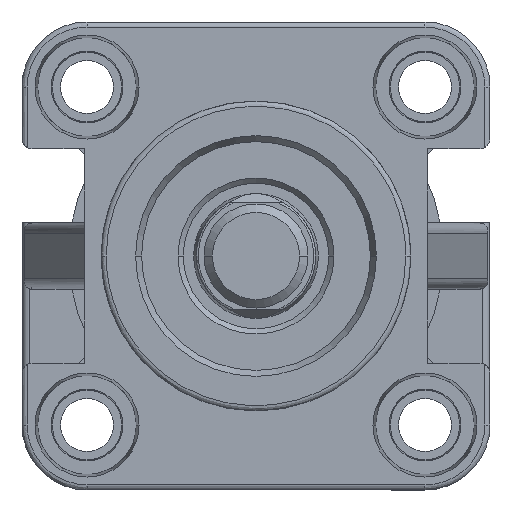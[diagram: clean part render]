
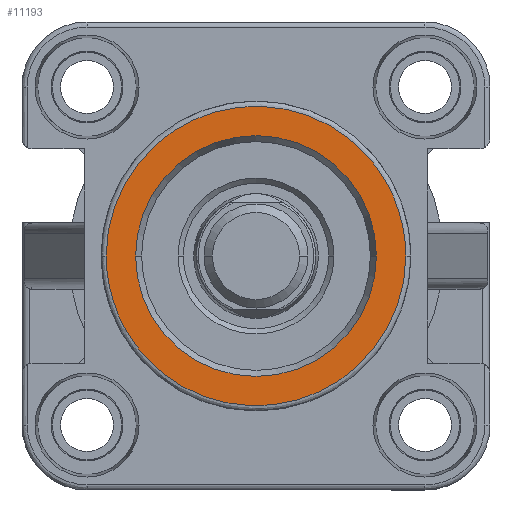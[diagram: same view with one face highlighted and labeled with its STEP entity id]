
A CAD part, left-side view. The second image highlights one B-rep face of the part: STEP entity #11193.
In plain terms, the highlighted planar face has unit normal (-1, 0, 0).
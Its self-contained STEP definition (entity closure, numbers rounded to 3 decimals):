
#244 = CARTESIAN_POINT ( 'NONE',  ( 0., 11., 0. ) ) ;
#1402 = CARTESIAN_POINT ( 'NONE',  ( 0., -28.8, 14.4 ) ) ;
#1452 = CARTESIAN_POINT ( 'NONE',  ( 0., -28.8, -14.4 ) ) ;
#1997 = ORIENTED_EDGE ( 'NONE', *, *, #2101, .F. ) ;
#2101 = EDGE_CURVE ( 'NONE', #2766, #13324, #11473, .T. ) ;
#2139 = CARTESIAN_POINT ( 'NONE',  ( 0., 28.8, -14.4 ) ) ;
#2358 = CARTESIAN_POINT ( 'NONE',  ( 0., 0., -11.577 ) ) ;
#2720 = CARTESIAN_POINT ( 'NONE',  ( 0., 0., -14.4 ) ) ;
#2766 = VERTEX_POINT ( 'NONE', #2358 ) ;
#3027 = FACE_BOUND ( 'NONE', #4947, .T. ) ;
#3933 = CARTESIAN_POINT ( 'NONE',  ( 0., 0., 0. ) ) ;
#4374 = VERTEX_POINT ( 'NONE', #13421 ) ;
#4947 = EDGE_LOOP ( 'NONE', ( #14040, #1997 ) ) ;
#6501 = CARTESIAN_POINT ( 'NONE',  ( 0., 0., 0. ) ) ;
#7351 = EDGE_LOOP ( 'NONE', ( #15935, #16065 ) ) ;
#7940 = AXIS2_PLACEMENT_3D ( 'NONE', #3933, #10828, #17611 ) ;
#8390 = CARTESIAN_POINT ( 'NONE',  ( 0., 0., 11.577 ) ) ;
#8454 = AXIS2_PLACEMENT_3D ( 'NONE', #6501, #14500, #9082 ) ;
#9076 = CARTESIAN_POINT ( 'NONE',  ( 0., 0., -14.4 ) ) ;
#9082 = DIRECTION ( 'NONE',  ( 0., 0., 1. ) ) ;
#9979 = DIRECTION ( 'NONE',  ( 1., 0., 0. ) ) ;
#10082 = FACE_OUTER_BOUND ( 'NONE', #7351, .T. ) ;
#10492 = EDGE_CURVE ( 'NONE', #15632, #4374, #11288, .T. ) ;
#10595 = EDGE_CURVE ( 'NONE', #13324, #2766, #16004, .T. ) ;
#10828 = DIRECTION ( 'NONE',  ( -1., 0., 0. ) ) ;
#10999 = CARTESIAN_POINT ( 'NONE',  ( 0., 0., 14.4 ) ) ;
#11193 = ADVANCED_FACE ( 'NONE', ( #3027, #10082 ), #16629, .F. ) ;
#11288 =( BOUNDED_CURVE ( )  B_SPLINE_CURVE ( 3, ( #9076, #2139, #13186, #14548 ),
 .UNSPECIFIED., .F., .T. ) 
 B_SPLINE_CURVE_WITH_KNOTS ( ( 4, 4 ),
 ( 0., 1. ),
 .UNSPECIFIED. ) 
 CURVE ( )  GEOMETRIC_REPRESENTATION_ITEM ( )  RATIONAL_B_SPLINE_CURVE ( ( 1., 0.333, 0.333, 1. ) ) 
 REPRESENTATION_ITEM ( '' )  );
#11473 = CIRCLE ( 'NONE', #8454, 11.577 ) ;
#13186 = CARTESIAN_POINT ( 'NONE',  ( 0., 28.8, 14.4 ) ) ;
#13324 = VERTEX_POINT ( 'NONE', #8390 ) ;
#13421 = CARTESIAN_POINT ( 'NONE',  ( 0., 0., 14.4 ) ) ;
#14040 = ORIENTED_EDGE ( 'NONE', *, *, #10595, .F. ) ;
#14500 = DIRECTION ( 'NONE',  ( -1., 0., 0. ) ) ;
#14548 = CARTESIAN_POINT ( 'NONE',  ( 0., 0., 14.4 ) ) ;
#15435 = DIRECTION ( 'NONE',  ( 0., 0., -1. ) ) ;
#15632 = VERTEX_POINT ( 'NONE', #17421 ) ;
#15935 = ORIENTED_EDGE ( 'NONE', *, *, #10492, .F. ) ;
#16004 = CIRCLE ( 'NONE', #7940, 11.577 ) ;
#16065 = ORIENTED_EDGE ( 'NONE', *, *, #17057, .F. ) ;
#16629 = PLANE ( 'NONE',  #17240 ) ;
#17057 = EDGE_CURVE ( 'NONE', #4374, #15632, #17095, .T. ) ;
#17095 =( BOUNDED_CURVE ( )  B_SPLINE_CURVE ( 3, ( #10999, #1402, #1452, #2720 ),
 .UNSPECIFIED., .F., .F. ) 
 B_SPLINE_CURVE_WITH_KNOTS ( ( 4, 4 ),
 ( 0., 1. ),
 .UNSPECIFIED. ) 
 CURVE ( )  GEOMETRIC_REPRESENTATION_ITEM ( )  RATIONAL_B_SPLINE_CURVE ( ( 1., 0.333, 0.333, 1. ) ) 
 REPRESENTATION_ITEM ( '' )  );
#17240 = AXIS2_PLACEMENT_3D ( 'NONE', #244, #9979, #15435 ) ;
#17421 = CARTESIAN_POINT ( 'NONE',  ( 0., 0., -14.4 ) ) ;
#17611 = DIRECTION ( 'NONE',  ( 0., 0., 1. ) ) ;
